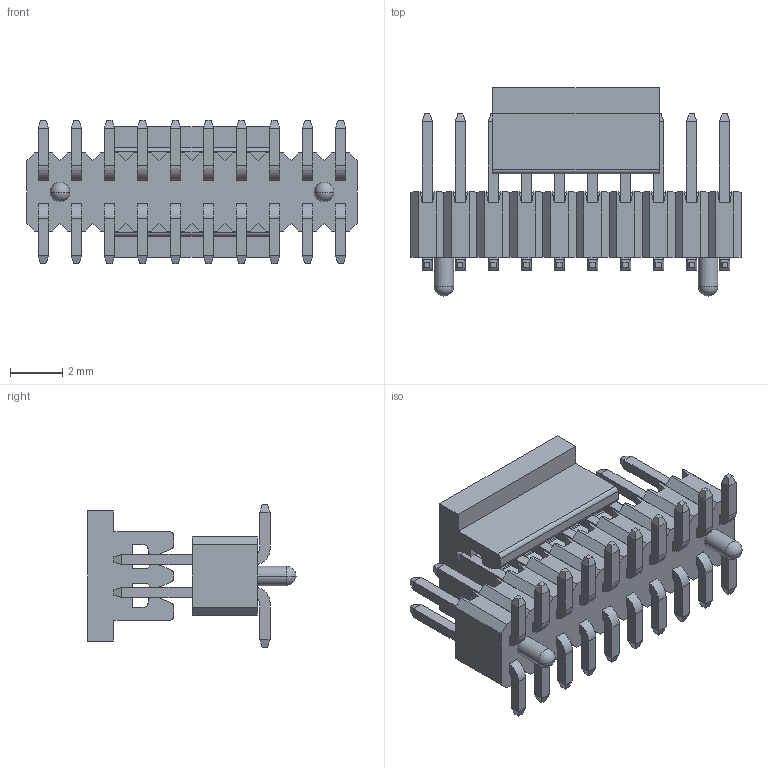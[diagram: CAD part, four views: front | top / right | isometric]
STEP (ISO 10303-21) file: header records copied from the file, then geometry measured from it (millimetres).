
FILE_DESCRIPTION( ('This file contains a STEP AP42 implementation' ,'as created by ZW3D STEP Interface translator.') ,'2;1' );
FILE_NAME( '1325-1210XXM077XXXX(衄翐).stp' ,'23 317.1522 0', (''), ('ZWCAD Software Co.'), 'Version 1.0', 'ZW3D to STEP translator', '' );
FILE_SCHEMA(('AUTOMOTIVE_DESIGN { 1 0 10303 214 1 1 1 1 }'));
Length unit declared in the file: millimetre
Products named in the file (3): 0; 1325-1210XXM077XXXX(衄翐); 1325-12XXXXMXXXXX_ASM_1_ASM_1
Assembly tree (1 placements, depth 2):
  0
  1325-1210XXM077XXXX(衄翐)
    1325-12XXXXMXXXXX_ASM_1_ASM_1
Bounding box: 12.7 x 8 x 5.5 mm (x, y, z)
Volume: 165 mm3; surface area: 676.8 mm2
Topology: 22 solids, 22 shells, 650 faces, 1674 edges, 1046 vertices
Faces by surface type: plane 588, cylinder 58, sphere 4
Entity records: 19911 total; most frequent: CARTESIAN_POINT 3370, ORIENTED_EDGE 3340, DIRECTION 3098, EDGE_CURVE 1670, VECTOR 1550, LINE 1550, VERTEX_POINT 1046, AXIS2_PLACEMENT_3D 774
